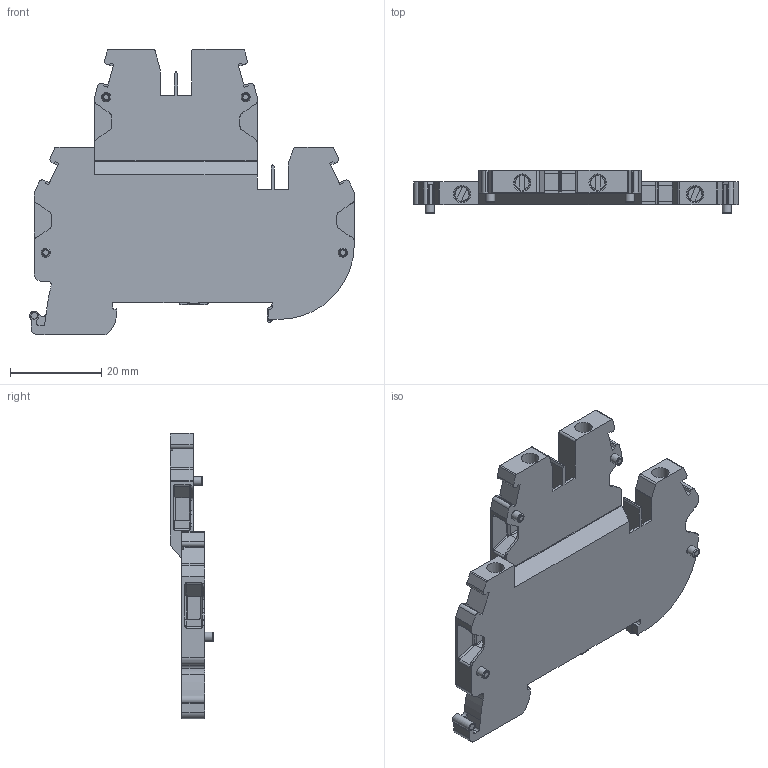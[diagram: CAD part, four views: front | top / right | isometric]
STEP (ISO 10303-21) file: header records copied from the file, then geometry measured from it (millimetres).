
FILE_DESCRIPTION(/* description */ ('Unknown'),/* implementation_level */ '2;1');
FILE_NAME(/* name */ 'TQ2_5-2T_3D_SOLID',/* time_stamp */ '2025-12-26T14:09:04+06:00',/* author */ ('Unknown'),/* organization */ ('Unknown'),/* preprocessor_version */ 'ST-DEVELOPER v16.7',/* originating_system */ 'Solid Edge',/* authorisation */ 'Unknown');
FILE_SCHEMA (('AUTOMOTIVE_DESIGN {1 0 10303 214 3 1 1}'));
Length unit declared in the file: millimetre
Products named in the file (1): TQ2_5-2T_3D_SOLID
Bounding box: 70.99 x 9.5 x 62.5 mm (x, y, z)
Volume: 13392.5 mm3; surface area: 9441 mm2
Topology: 1 solids, 1 shells, 443 faces, 1217 edges, 785 vertices
Faces by surface type: plane 217, cylinder 174, torus 30, sphere 11, bspline 11
Full cylindrical faces by diameter (mm): 1.2 x4, 1.5 x1, 2 x4, 3.5 x4, 3.8 x8
Entity records: 17026 total; most frequent: CARTESIAN_POINT 2693, DIRECTION 2374, ORIENTED_EDGE 2330, EDGE_CURVE 1165, AXIS2_PLACEMENT_3D 834, VERTEX_POINT 771, LINE 706, VECTOR 706
